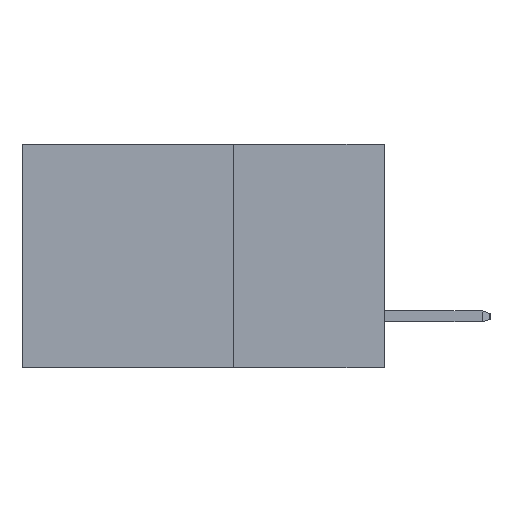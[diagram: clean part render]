
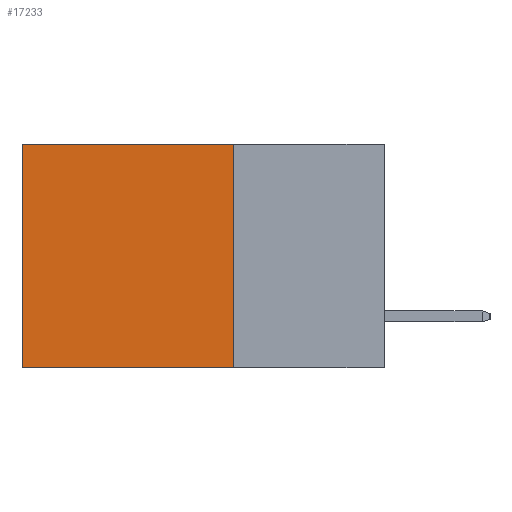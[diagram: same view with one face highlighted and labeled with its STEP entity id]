
A CAD part, left-side view. The second image highlights one B-rep face of the part: STEP entity #17233.
In plain terms, the highlighted planar face has unit normal (-1, 0, 0).
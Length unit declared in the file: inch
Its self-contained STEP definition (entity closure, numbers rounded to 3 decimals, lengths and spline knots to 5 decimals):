
#429 = VECTOR ( 'NONE', #18728, 39.37008 ) ;
#449 = EDGE_LOOP ( 'NONE', ( #8102, #1931, #22101, #5562 ) ) ;
#507 = CARTESIAN_POINT ( 'NONE',  ( 0.298, 0.25, -0.37 ) ) ;
#659 = AXIS2_PLACEMENT_3D ( 'NONE', #18845, #10347, #25111 ) ;
#788 = CARTESIAN_POINT ( 'NONE',  ( 0.298, 0.6, 0. ) ) ;
#977 = VECTOR ( 'NONE', #15983, 39.37008 ) ;
#1659 = VERTEX_POINT ( 'NONE', #6631 ) ;
#1931 = ORIENTED_EDGE ( 'NONE', *, *, #27324, .F. ) ;
#2564 = VERTEX_POINT ( 'NONE', #507 ) ;
#3060 = DIRECTION ( 'NONE',  ( 0., 0., -1. ) ) ;
#5562 = ORIENTED_EDGE ( 'NONE', *, *, #24923, .T. ) ;
#5617 = LINE ( 'NONE', #788, #26126 ) ;
#6631 = CARTESIAN_POINT ( 'NONE',  ( 0.298, 0.25, 0. ) ) ;
#6975 = LINE ( 'NONE', #22849, #429 ) ;
#8102 = ORIENTED_EDGE ( 'NONE', *, *, #15903, .T. ) ;
#8358 = VERTEX_POINT ( 'NONE', #23194 ) ;
#8422 = CARTESIAN_POINT ( 'NONE',  ( 0.298, 0.6, 0. ) ) ;
#9046 = VERTEX_POINT ( 'NONE', #8422 ) ;
#9734 = EDGE_CURVE ( 'NONE', #1659, #2564, #20758, .T. ) ;
#10347 = DIRECTION ( 'NONE',  ( 1., 0., 0. ) ) ;
#10620 = CARTESIAN_POINT ( 'NONE',  ( 0.298, 0.25, 0. ) ) ;
#12514 = LINE ( 'NONE', #13871, #977 ) ;
#13871 = CARTESIAN_POINT ( 'NONE',  ( 0.298, 0.25, -0.37 ) ) ;
#15113 = VECTOR ( 'NONE', #27425, 39.37008 ) ;
#15903 = EDGE_CURVE ( 'NONE', #9046, #8358, #5617, .T. ) ;
#15983 = DIRECTION ( 'NONE',  ( 0., 1., 0. ) ) ;
#17233 = ADVANCED_FACE ( 'NONE', ( #19907 ), #23047, .F. ) ;
#18728 = DIRECTION ( 'NONE',  ( 0., 1., 0. ) ) ;
#18845 = CARTESIAN_POINT ( 'NONE',  ( 0.298, 0.25, 0. ) ) ;
#19907 = FACE_OUTER_BOUND ( 'NONE', #449, .T. ) ;
#20758 = LINE ( 'NONE', #10620, #15113 ) ;
#22101 = ORIENTED_EDGE ( 'NONE', *, *, #9734, .F. ) ;
#22849 = CARTESIAN_POINT ( 'NONE',  ( 0.298, 0.25, 0. ) ) ;
#23047 = PLANE ( 'NONE',  #659 ) ;
#23194 = CARTESIAN_POINT ( 'NONE',  ( 0.298, 0.6, -0.37 ) ) ;
#24923 = EDGE_CURVE ( 'NONE', #1659, #9046, #6975, .T. ) ;
#25111 = DIRECTION ( 'NONE',  ( 0., 0., -1. ) ) ;
#26126 = VECTOR ( 'NONE', #3060, 39.37008 ) ;
#27324 = EDGE_CURVE ( 'NONE', #2564, #8358, #12514, .T. ) ;
#27425 = DIRECTION ( 'NONE',  ( 0., 0., -1. ) ) ;
